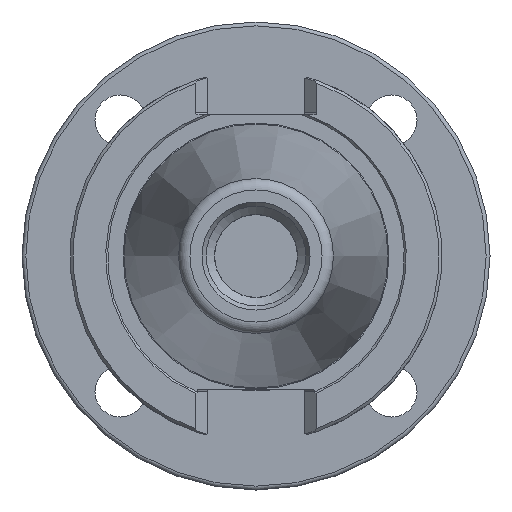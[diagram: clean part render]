
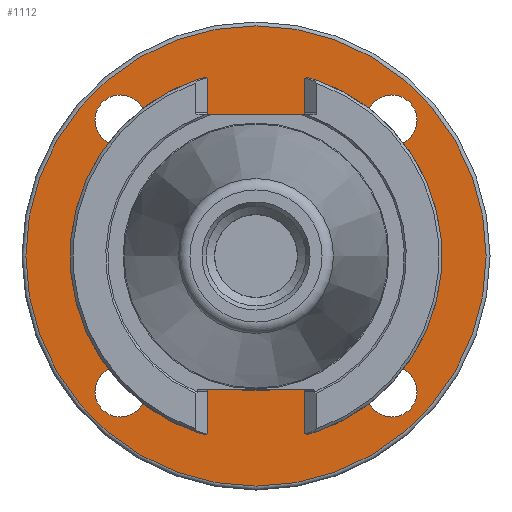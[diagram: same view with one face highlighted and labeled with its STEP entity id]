
A CAD part, left-side view. The second image highlights one B-rep face of the part: STEP entity #1112.
In plain terms, the highlighted planar face has unit normal (-1, 0, 0).
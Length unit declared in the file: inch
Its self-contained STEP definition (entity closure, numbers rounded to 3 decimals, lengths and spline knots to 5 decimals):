
#152=CARTESIAN_POINT('',(1.5,1.414,-1.1505));
#153=VERTEX_POINT('',#152);
#154=CARTESIAN_POINT('',(1.5,1.414,-1.414));
#155=DIRECTION('',(1.0,0.0,0.0));
#156=DIRECTION('',(0.0,0.0,-1.0));
#157=AXIS2_PLACEMENT_3D('',#154,#155,#156);
#158=CIRCLE('',#157,0.2635);
#159=EDGE_CURVE('',#153,#153,#158,.T.);
#200=CARTESIAN_POINT('',(1.5,-1.414,-1.1505));
#201=VERTEX_POINT('',#200);
#202=CARTESIAN_POINT('',(1.5,-1.414,-1.414));
#203=DIRECTION('',(1.0,0.0,0.0));
#204=DIRECTION('',(0.0,0.0,-1.0));
#205=AXIS2_PLACEMENT_3D('',#202,#203,#204);
#206=CIRCLE('',#205,0.2635);
#207=EDGE_CURVE('',#201,#201,#206,.T.);
#248=CARTESIAN_POINT('',(1.5,-1.414,1.6775));
#249=VERTEX_POINT('',#248);
#250=CARTESIAN_POINT('',(1.5,-1.414,1.414));
#251=DIRECTION('',(1.0,0.0,0.0));
#252=DIRECTION('',(0.0,0.0,-1.0));
#253=AXIS2_PLACEMENT_3D('',#250,#251,#252);
#254=CIRCLE('',#253,0.2635);
#255=EDGE_CURVE('',#249,#249,#254,.T.);
#296=CARTESIAN_POINT('',(1.5,1.414,1.6775));
#297=VERTEX_POINT('',#296);
#298=CARTESIAN_POINT('',(1.5,1.414,1.414));
#299=DIRECTION('',(1.0,0.0,0.0));
#300=DIRECTION('',(0.0,0.0,-1.0));
#301=AXIS2_PLACEMENT_3D('',#298,#299,#300);
#302=CIRCLE('',#301,0.2635);
#303=EDGE_CURVE('',#297,#297,#302,.T.);
#700=CARTESIAN_POINT('',(1.5,-1.39211,-0.18986));
#701=VERTEX_POINT('',#700);
#726=CARTESIAN_POINT('',(1.5,1.39211,-0.18986));
#727=VERTEX_POINT('',#726);
#741=CARTESIAN_POINT('',(1.5,0.0,0.0));
#742=DIRECTION('',(-1.0,0.0,0.0));
#743=DIRECTION('',(0.0,0.0,-1.0));
#744=AXIS2_PLACEMENT_3D('',#741,#742,#743);
#745=CIRCLE('',#744,1.405);
#746=EDGE_CURVE('',#727,#701,#745,.T.);
#805=CARTESIAN_POINT('',(1.5,1.39211,0.18986));
#806=VERTEX_POINT('',#805);
#821=CARTESIAN_POINT('',(1.5,-1.39211,0.18986));
#822=VERTEX_POINT('',#821);
#836=CARTESIAN_POINT('',(1.5,0.0,0.0));
#837=DIRECTION('',(-1.0,0.0,0.0));
#838=DIRECTION('',(0.0,0.0,1.0));
#839=AXIS2_PLACEMENT_3D('',#836,#837,#838);
#840=CIRCLE('',#839,1.405);
#841=EDGE_CURVE('',#822,#806,#840,.T.);
#1059=CARTESIAN_POINT('',(1.5,2.3975,0.0));
#1060=VERTEX_POINT('',#1059);
#1061=CARTESIAN_POINT('',(1.5,0.0,0.0));
#1062=DIRECTION('',(1.0,0.0,0.0));
#1063=DIRECTION('',(0.0,-1.0,0.0));
#1064=AXIS2_PLACEMENT_3D('',#1061,#1062,#1063);
#1065=CIRCLE('',#1064,2.3975);
#1066=EDGE_CURVE('',#1060,#1060,#1065,.T.);
#1074=CARTESIAN_POINT('',(1.5,1.90625,0.0));
#1075=DIRECTION('',(-1.0,0.0,0.0));
#1076=DIRECTION('',(0.0,0.0,1.0));
#1077=AXIS2_PLACEMENT_3D('',#1074,#1075,#1076);
#1078=PLANE('',#1077);
#1079=ORIENTED_EDGE('',*,*,#1066,.F.);
#1080=EDGE_LOOP('',(#1079));
#1081=FACE_OUTER_BOUND('',#1080,.T.);
#1082=ORIENTED_EDGE('',*,*,#159,.T.);
#1083=EDGE_LOOP('',(#1082));
#1084=FACE_BOUND('',#1083,.T.);
#1085=ORIENTED_EDGE('',*,*,#207,.T.);
#1086=EDGE_LOOP('',(#1085));
#1087=FACE_BOUND('',#1086,.T.);
#1088=ORIENTED_EDGE('',*,*,#255,.T.);
#1089=EDGE_LOOP('',(#1088));
#1090=FACE_BOUND('',#1089,.T.);
#1091=ORIENTED_EDGE('',*,*,#303,.T.);
#1092=EDGE_LOOP('',(#1091));
#1093=FACE_BOUND('',#1092,.T.);
#1094=ORIENTED_EDGE('',*,*,#746,.F.);
#1095=CARTESIAN_POINT('',(1.5,1.6,0.0));
#1096=DIRECTION('',(1.0,0.0,0.0));
#1097=DIRECTION('',(0.0,0.0,-1.0));
#1098=AXIS2_PLACEMENT_3D('',#1095,#1096,#1097);
#1099=CIRCLE('',#1098,0.28154);
#1100=EDGE_CURVE('',#727,#806,#1099,.T.);
#1101=ORIENTED_EDGE('',*,*,#1100,.T.);
#1102=ORIENTED_EDGE('',*,*,#841,.F.);
#1103=CARTESIAN_POINT('',(1.5,-1.6,0.0));
#1104=DIRECTION('',(1.0,0.0,0.0));
#1105=DIRECTION('',(0.0,0.0,-1.0));
#1106=AXIS2_PLACEMENT_3D('',#1103,#1104,#1105);
#1107=CIRCLE('',#1106,0.28154);
#1108=EDGE_CURVE('',#822,#701,#1107,.T.);
#1109=ORIENTED_EDGE('',*,*,#1108,.T.);
#1110=EDGE_LOOP('',(#1094,#1101,#1102,#1109));
#1111=FACE_BOUND('',#1110,.T.);
#1112=ADVANCED_FACE('',(#1081,#1084,#1087,#1090,#1093,#1111),#1078,.T.);
